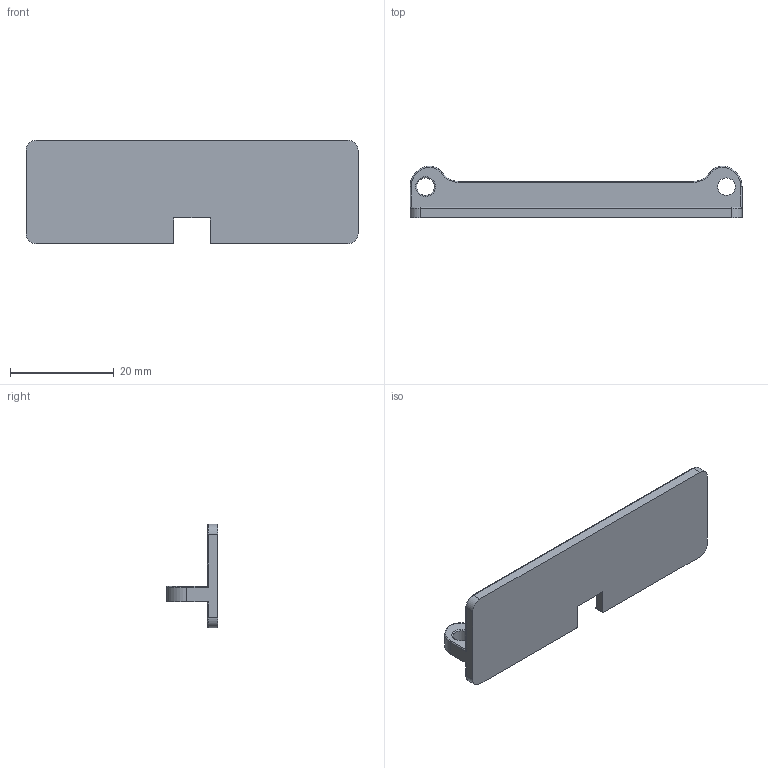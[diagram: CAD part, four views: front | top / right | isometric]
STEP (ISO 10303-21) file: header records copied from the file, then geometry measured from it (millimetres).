
FILE_DESCRIPTION(/* description */ (''),/* implementation_level */ '2;1');
FILE_NAME(/* name */ 'Back Body - Charging.step',/* time_stamp */ '2023-07-08T19:46:38+03:00',/* author */ (''),/* organization */ (''),/* preprocessor_version */ 'ST-DEVELOPER v19.2',/* originating_system */ 'Autodesk Translation Framework v12.6.0.85',/* authorisation */ '');
FILE_SCHEMA (('AUTOMOTIVE_DESIGN { 1 0 10303 214 3 1 1 }'));
Length unit declared in the file: millimetre
Products named in the file (1): charging_vcc
Bounding box: 64 x 9.97 x 20 mm (x, y, z)
Volume: 3481.9 mm3; surface area: 3585.4 mm2
Topology: 1 solids, 1 shells, 53 faces, 129 edges, 78 vertices
Faces by surface type: cylinder 26, plane 14, torus 11, sphere 2
Full cylindrical faces by diameter (mm): 3.4 x2
Entity records: 1599 total; most frequent: DIRECTION 304, CARTESIAN_POINT 261, ORIENTED_EDGE 258, EDGE_CURVE 129, AXIS2_PLACEMENT_3D 121, VERTEX_POINT 78, CIRCLE 65, LINE 62
